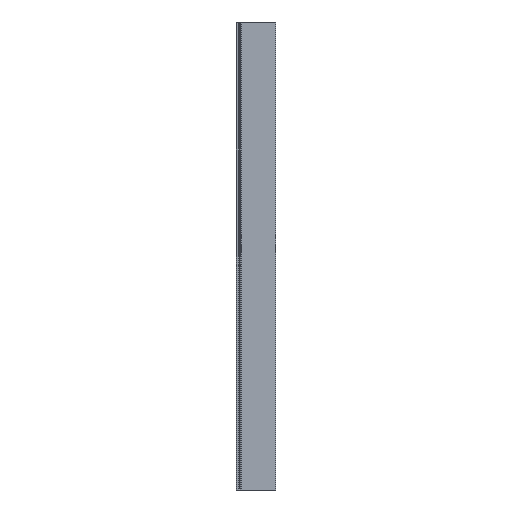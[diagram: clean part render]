
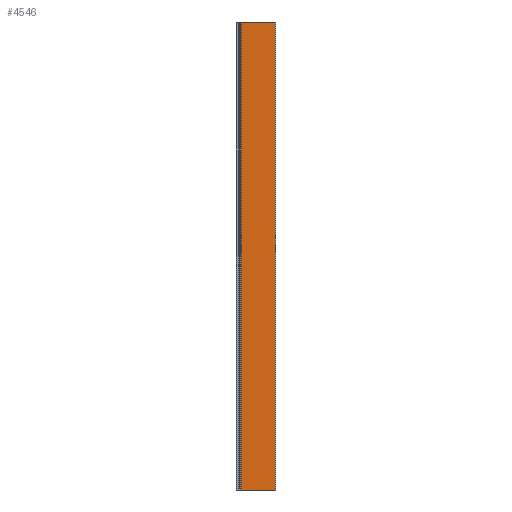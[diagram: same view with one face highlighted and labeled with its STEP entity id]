
A CAD part, left-side view. The second image highlights one B-rep face of the part: STEP entity #4546.
In plain terms, the highlighted planar face has unit normal (-1, 0, 0).
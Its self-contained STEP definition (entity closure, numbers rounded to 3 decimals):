
#90=PLANE('',#4882);
#310=VECTOR('',#5587,1.);
#311=VECTOR('',#5591,1.);
#312=VECTOR('',#5592,1.);
#313=VECTOR('',#5593,1.);
#762=LINE('',#6983,#310);
#763=LINE('',#6987,#311);
#764=LINE('',#6989,#312);
#765=LINE('',#6991,#313);
#1299=VERTEX_POINT('',#6982);
#1300=VERTEX_POINT('',#6984);
#1301=VERTEX_POINT('',#6988);
#1302=VERTEX_POINT('',#6990);
#2021=EDGE_CURVE('',#1300,#1299,#762,.T.);
#2023=EDGE_CURVE('',#1301,#1299,#763,.T.);
#2024=EDGE_CURVE('',#1302,#1301,#764,.T.);
#2025=EDGE_CURVE('',#1302,#1300,#765,.T.);
#2733=ORIENTED_EDGE('',*,*,#2023,.F.);
#2734=ORIENTED_EDGE('',*,*,#2024,.F.);
#2735=ORIENTED_EDGE('',*,*,#2025,.T.);
#2736=ORIENTED_EDGE('',*,*,#2021,.T.);
#3954=EDGE_LOOP('',(#2733,#2734,#2735,#2736));
#4270=FACE_BOUND('',#3954,.T.);
#4546=ADVANCED_FACE('',(#4270),#90,.T.);
#4882=AXIS2_PLACEMENT_3D('',#6986,#5590,$);
#5587=DIRECTION('',(0.,0.,1.));
#5590=DIRECTION('',(-1.,0.,0.));
#5591=DIRECTION('',(0.,-1.,0.));
#5592=DIRECTION('',(0.,0.,1.));
#5593=DIRECTION('',(0.,-1.,0.));
#6982=CARTESIAN_POINT('',(-14.5,1.,0.));
#6983=CARTESIAN_POINT('',(-14.5,1.,-1000.));
#6984=CARTESIAN_POINT('',(-14.5,1.,-1000.));
#6986=CARTESIAN_POINT('',(-14.5,1.,-1000.));
#6987=CARTESIAN_POINT('',(-14.5,73.716,0.));
#6988=CARTESIAN_POINT('',(-14.5,73.716,0.));
#6989=CARTESIAN_POINT('',(-14.5,73.716,-1000.));
#6990=CARTESIAN_POINT('',(-14.5,73.716,-1000.));
#6991=CARTESIAN_POINT('',(-14.5,73.716,-1000.));
